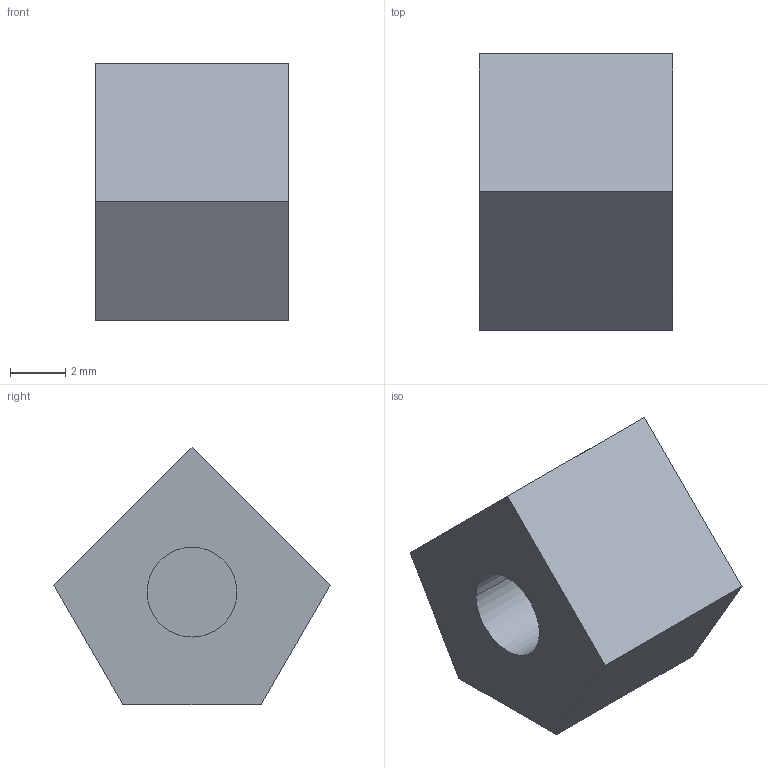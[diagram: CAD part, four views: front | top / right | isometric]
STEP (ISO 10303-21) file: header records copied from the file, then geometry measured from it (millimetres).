
FILE_DESCRIPTION(('CATIA V5 STEP Exchange'),'2;1');
FILE_NAME('Push Button DOWN.stp','2017-04-03T01:49:32+00:00',('none'),('none'),'CATIA Version 5 Release 21 GA (IN-10)','CATIA V5 STEP AP203','none');
FILE_SCHEMA(('CONFIG_CONTROL_DESIGN'));
Length unit declared in the file: millimetre
Products named in the file (1): Push Button
Bounding box: 7 x 10 x 9.33 mm (x, y, z)
Volume: 360.9 mm3; surface area: 370 mm2
Topology: 1 solids, 1 shells, 10 faces, 21 edges, 14 vertices
Faces by surface type: plane 8, cylinder 2
Entity records: 302 total; most frequent: CARTESIAN_POINT 45, ORIENTED_EDGE 42, DIRECTION 39, EDGE_CURVE 21, VECTOR 17, LINE 17, AXIS2_PLACEMENT_3D 14, VERTEX_POINT 14
